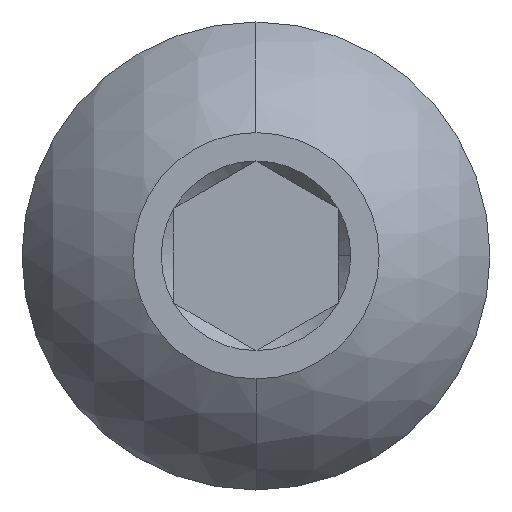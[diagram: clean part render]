
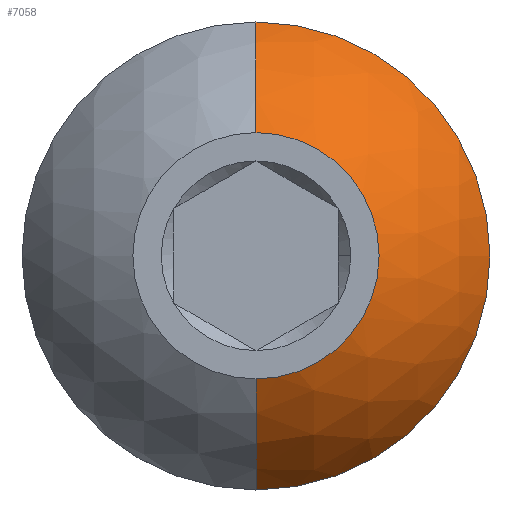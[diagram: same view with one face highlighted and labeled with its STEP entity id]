
A CAD part, top view. The second image highlights one B-rep face of the part: STEP entity #7058.
In plain terms, the highlighted spherical face has radius 3.172 mm.
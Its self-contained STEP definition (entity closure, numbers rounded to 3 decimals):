
#10 = CARTESIAN_POINT ( 'NONE',  ( 0., -2.85, -1.403 ) ) ;
#41 = CARTESIAN_POINT ( 'NONE',  ( 0., 2.85, -1.403 ) ) ;
#74 = AXIS2_PLACEMENT_3D ( 'NONE', #6650, #6651, #6652 ) ;
#75 = AXIS2_PLACEMENT_3D ( 'NONE', #6653, #6654, #6655 ) ;
#76 = AXIS2_PLACEMENT_3D ( 'NONE', #6657, #6658, #6659 ) ;
#77 = AXIS2_PLACEMENT_3D ( 'NONE', #6661, #6662, #6663 ) ;
#78 = AXIS2_PLACEMENT_3D ( 'NONE', #6666, #6667, #6668 ) ;
#399 = VERTEX_POINT ( 'NONE', #41 ) ;
#463 = EDGE_LOOP ( 'NONE', ( #4496, #4497, #4498, #4499, #4500 ) ) ;
#488 = VERTEX_POINT ( 'NONE', #10 ) ;
#527 = VERTEX_POINT ( 'NONE', #8834 ) ;
#599 = VERTEX_POINT ( 'NONE', #8552 ) ;
#731 = VERTEX_POINT ( 'NONE', #8845 ) ;
#4496 = ORIENTED_EDGE ( 'NONE', *, *, #7224, .T. ) ;
#4497 = ORIENTED_EDGE ( 'NONE', *, *, #7226, .T. ) ;
#4498 = ORIENTED_EDGE ( 'NONE', *, *, #7223, .T. ) ;
#4499 = ORIENTED_EDGE ( 'NONE', *, *, #7222, .F. ) ;
#4500 = ORIENTED_EDGE ( 'NONE', *, *, #7221, .F. ) ;
#5123 = FACE_OUTER_BOUND ( 'NONE', #463, .T. ) ;
#5125 = SPHERICAL_SURFACE ( 'NONE', #7323, 3.172 ) ;
#5287 = CIRCLE ( 'NONE', #75, 1.5 ) ;
#5289 = CIRCLE ( 'NONE', #74, 3.172 ) ;
#5290 = CIRCLE ( 'NONE', #76, 3.172 ) ;
#5291 = CIRCLE ( 'NONE', #77, 2.85 ) ;
#5292 = CIRCLE ( 'NONE', #78, 2.85 ) ;
#6123 = DIRECTION ( 'NONE',  ( 1., 0., 0. ) ) ;
#6125 = CARTESIAN_POINT ( 'NONE',  ( 0., 0., -2.795 ) ) ;
#6128 = DIRECTION ( 'NONE',  ( 0., -1., 0. ) ) ;
#6650 = CARTESIAN_POINT ( 'NONE',  ( 0., 0., -2.795 ) ) ;
#6651 = DIRECTION ( 'NONE',  ( -1., 0., 0. ) ) ;
#6652 = DIRECTION ( 'NONE',  ( 0., -1., 0. ) ) ;
#6653 = CARTESIAN_POINT ( 'NONE',  ( 0., 0., 0. ) ) ;
#6654 = DIRECTION ( 'NONE',  ( 0., 0., 1. ) ) ;
#6655 = DIRECTION ( 'NONE',  ( 1., 0., 0. ) ) ;
#6657 = CARTESIAN_POINT ( 'NONE',  ( 0., 0., -2.795 ) ) ;
#6658 = DIRECTION ( 'NONE',  ( 1., 0., 0. ) ) ;
#6659 = DIRECTION ( 'NONE',  ( 0., 1., 0. ) ) ;
#6661 = CARTESIAN_POINT ( 'NONE',  ( 0., 0., -1.403 ) ) ;
#6662 = DIRECTION ( 'NONE',  ( 0., 0., 1. ) ) ;
#6663 = DIRECTION ( 'NONE',  ( 1., 0., 0. ) ) ;
#6666 = CARTESIAN_POINT ( 'NONE',  ( 0., 0., -1.403 ) ) ;
#6667 = DIRECTION ( 'NONE',  ( 0., 0., 1. ) ) ;
#6668 = DIRECTION ( 'NONE',  ( 1., 0., 0. ) ) ;
#7058 = ADVANCED_FACE ( 'NONE', ( #5123 ), #5125, .T. ) ;
#7221 = EDGE_CURVE ( 'NONE', #488, #527, #5289, .T. ) ;
#7222 = EDGE_CURVE ( 'NONE', #527, #599, #5287, .T. ) ;
#7223 = EDGE_CURVE ( 'NONE', #399, #599, #5290, .T. ) ;
#7224 = EDGE_CURVE ( 'NONE', #488, #731, #5291, .T. ) ;
#7226 = EDGE_CURVE ( 'NONE', #731, #399, #5292, .T. ) ;
#7323 = AXIS2_PLACEMENT_3D ( 'NONE', #6125, #6123, #6128 ) ;
#8552 = CARTESIAN_POINT ( 'NONE',  ( 0., 1.5, 0. ) ) ;
#8834 = CARTESIAN_POINT ( 'NONE',  ( 0., -1.5, 0. ) ) ;
#8845 = CARTESIAN_POINT ( 'NONE',  ( 2.85, 0., -1.403 ) ) ;
